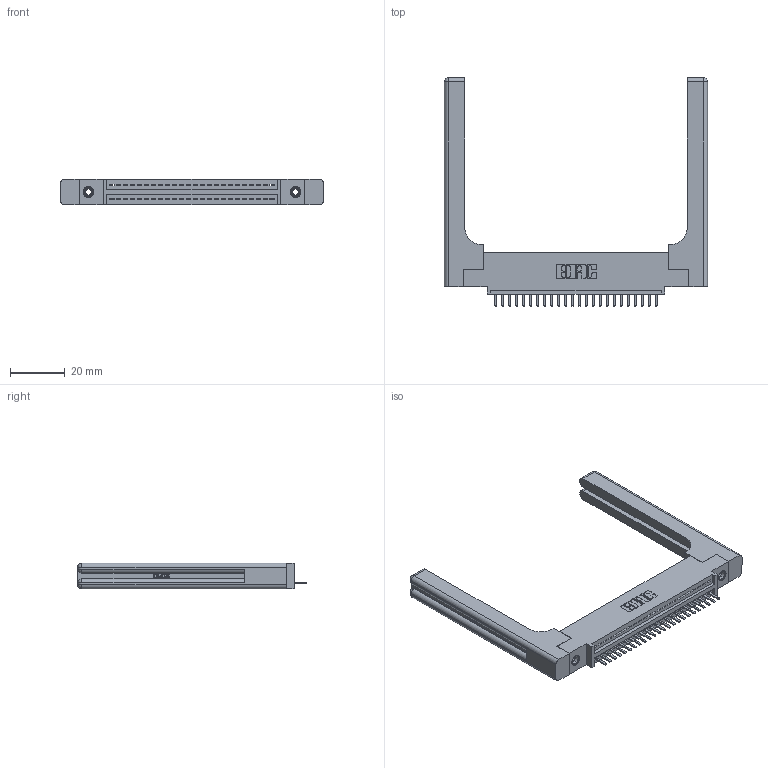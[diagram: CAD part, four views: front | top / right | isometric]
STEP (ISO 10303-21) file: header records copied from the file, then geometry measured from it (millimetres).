
FILE_DESCRIPTION (( 'STEP AP203' ), '1' );
FILE_NAME ('395-024-520-458.STEP', '2019-10-18T05:30:19', ( '' ), ( '' ), 'SwSTEP 2.0', 'SolidWorks 2016', '' );
FILE_SCHEMA (( 'CONFIG_CONTROL_DESIGN' ));
Length unit declared in the file: inch
Products named in the file (5): 345-220-058_345-220-058; 395-024-520-458; 345 Part_0.110 Offset - 0.156 Dia-TH; 345-250-001_345-250-001-102; 345-292-001_345-293-120
Assembly tree (29 placements, depth 2):
  395-024-520-458
    345 Part_0.110 Offset - 0.156 Dia-TH
    345-292-001_345-293-120  x24
    345-250-001_345-250-001-102  x2
    345-220-058_345-220-058  x2
Bounding box: 95.99 x 83.44 x 9.4 mm (x, y, z)
Volume: 17332 mm3; surface area: 16647.3 mm2
Topology: 29 solids, 29 shells, 1874 faces, 5435 edges, 3538 vertices
Faces by surface type: plane 1240, cylinder 574, bspline 36, cone 12, sphere 8, torus 4
Entity records: 25914 total; most frequent: CARTESIAN_POINT 5473, ORIENTED_EDGE 4216, DIRECTION 3740, EDGE_CURVE 2108, VECTOR 1784, LINE 1784, VERTEX_POINT 1394, AXIS2_PLACEMENT_3D 978
